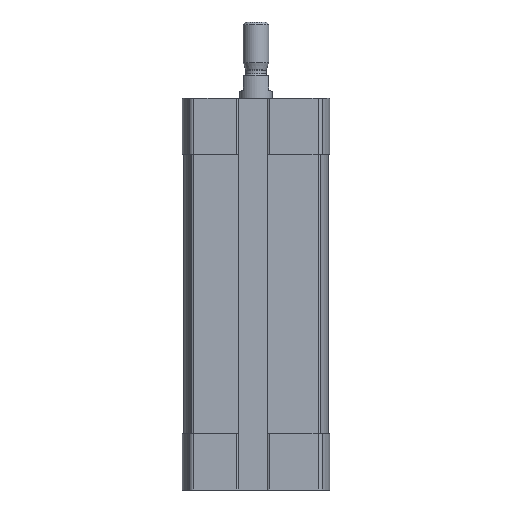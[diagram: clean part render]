
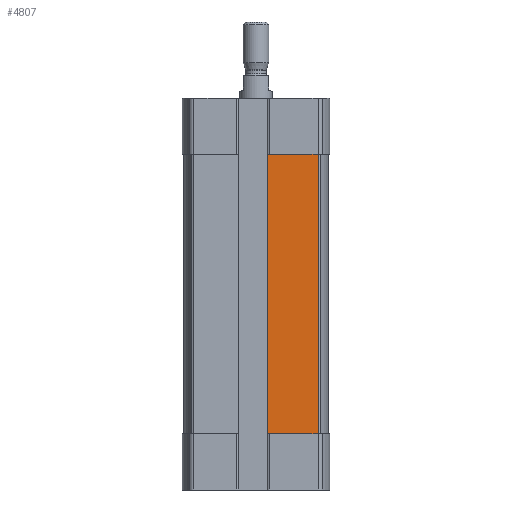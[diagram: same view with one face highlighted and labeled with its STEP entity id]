
A CAD part, left-side view. The second image highlights one B-rep face of the part: STEP entity #4807.
In plain terms, the highlighted planar face has unit normal (-1, 0, 0).
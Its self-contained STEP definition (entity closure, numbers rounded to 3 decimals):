
#81=PLANE('',#5249);
#222=LINE('',#7181,#602);
#397=LINE('',#7761,#777);
#398=LINE('',#7763,#778);
#399=LINE('',#7765,#779);
#602=VECTOR('',#5559,1000.);
#777=VECTOR('',#6150,1000.);
#778=VECTOR('',#6151,1000.);
#779=VECTOR('',#6152,1000.);
#1772=ORIENTED_EDGE('',*,*,#2872,.T.);
#1773=ORIENTED_EDGE('',*,*,#2873,.T.);
#1774=ORIENTED_EDGE('',*,*,#2874,.F.);
#1775=ORIENTED_EDGE('',*,*,#2582,.F.);
#2582=EDGE_CURVE('',#3264,#3265,#222,.T.);
#2872=EDGE_CURVE('',#3264,#3462,#397,.T.);
#2873=EDGE_CURVE('',#3462,#3463,#398,.T.);
#2874=EDGE_CURVE('',#3265,#3463,#399,.T.);
#3264=VERTEX_POINT('',#7180);
#3265=VERTEX_POINT('',#7182);
#3462=VERTEX_POINT('',#7762);
#3463=VERTEX_POINT('',#7764);
#4011=EDGE_LOOP('',(#1772,#1773,#1774,#1775));
#4407=FACE_BOUND('',#4011,.T.);
#4807=ADVANCED_FACE('',(#4407),#81,.T.);
#5249=AXIS2_PLACEMENT_3D('',#7760,#6148,#6149);
#5559=DIRECTION('',(0.,0.,1.));
#6148=DIRECTION('',(-1.,0.,0.));
#6149=DIRECTION('',(0.,0.,1.));
#6150=DIRECTION('',(0.,-1.,0.));
#6151=DIRECTION('',(0.,0.,1.));
#6152=DIRECTION('',(0.,-1.,0.));
#7180=CARTESIAN_POINT('',(-13.5,-2.129,-62.6));
#7181=CARTESIAN_POINT('',(-13.5,-2.129,-73.1));
#7182=CARTESIAN_POINT('',(-13.5,-2.129,-10.5));
#7760=CARTESIAN_POINT('',(-13.5,11.579,-62.6));
#7761=CARTESIAN_POINT('',(-13.5,11.579,-62.6));
#7762=CARTESIAN_POINT('',(-13.5,-11.579,-62.6));
#7763=CARTESIAN_POINT('',(-13.5,-11.579,-62.6));
#7764=CARTESIAN_POINT('',(-13.5,-11.579,-10.5));
#7765=CARTESIAN_POINT('',(-13.5,11.579,-10.5));
